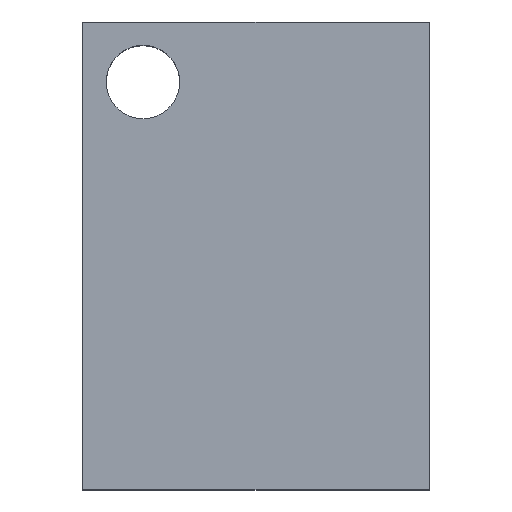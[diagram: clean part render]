
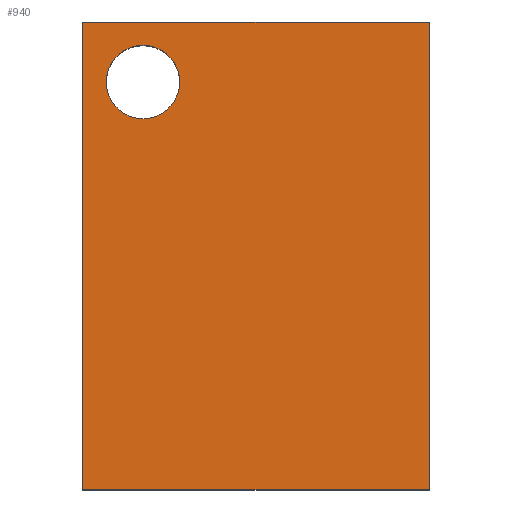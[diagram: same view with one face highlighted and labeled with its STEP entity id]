
A CAD part, top view. The second image highlights one B-rep face of the part: STEP entity #940.
In plain terms, the highlighted planar face has unit normal (0, 0, 1).
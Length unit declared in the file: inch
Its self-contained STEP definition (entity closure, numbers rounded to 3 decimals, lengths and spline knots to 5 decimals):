
#73=DIRECTION('',(0.,-1.,0.));
#74=VECTOR('',#73,2.188);
#75=CARTESIAN_POINT('',(0.,0.,1.25));
#76=LINE('',#75,#74);
#77=DIRECTION('',(-1.,0.,0.));
#78=VECTOR('',#77,1.62);
#79=CARTESIAN_POINT('',(1.62,0.,1.25));
#80=LINE('',#79,#78);
#81=DIRECTION('',(0.,1.,0.));
#82=VECTOR('',#81,2.188);
#83=CARTESIAN_POINT('',(1.62,-2.188,1.25));
#84=LINE('',#83,#82);
#85=DIRECTION('',(1.,0.,0.));
#86=VECTOR('',#85,1.62);
#87=CARTESIAN_POINT('',(0.,-2.188,1.25));
#88=LINE('',#87,#86);
#89=CARTESIAN_POINT('',(0.281,-0.281,1.25));
#90=DIRECTION('',(0.,0.,1.));
#91=DIRECTION('',(0.,1.,0.));
#92=AXIS2_PLACEMENT_3D('',#89,#90,#91);
#94=CARTESIAN_POINT('',(0.281,-0.281,1.25));
#95=DIRECTION('',(0.,0.,1.));
#96=DIRECTION('',(0.,-1.,0.));
#97=AXIS2_PLACEMENT_3D('',#94,#95,#96);
#699=CARTESIAN_POINT('',(0.,0.,1.25));
#700=CARTESIAN_POINT('',(0.,-2.188,1.25));
#701=VERTEX_POINT('',#699);
#702=VERTEX_POINT('',#700);
#703=CARTESIAN_POINT('',(1.62,-2.188,1.25));
#704=VERTEX_POINT('',#703);
#705=CARTESIAN_POINT('',(1.62,0.,1.25));
#706=VERTEX_POINT('',#705);
#711=CARTESIAN_POINT('',(0.281,-0.109,1.25));
#712=CARTESIAN_POINT('',(0.281,-0.453,1.25));
#713=VERTEX_POINT('',#711);
#714=VERTEX_POINT('',#712);
#923=CARTESIAN_POINT('',(0.,0.,1.25));
#924=DIRECTION('',(0.,0.,1.));
#925=DIRECTION('',(1.,0.,0.));
#926=AXIS2_PLACEMENT_3D('',#923,#924,#925);
#927=PLANE('',#926);
#928=ORIENTED_EDGE('',*,*,#857,.F.);
#929=ORIENTED_EDGE('',*,*,#878,.F.);
#930=ORIENTED_EDGE('',*,*,#898,.F.);
#931=ORIENTED_EDGE('',*,*,#911,.F.);
#932=EDGE_LOOP('',(#928,#929,#930,#931));
#933=FACE_OUTER_BOUND('',#932,.F.);
#935=ORIENTED_EDGE('',*,*,#934,.T.);
#937=ORIENTED_EDGE('',*,*,#936,.T.);
#938=EDGE_LOOP('',(#935,#937));
#939=FACE_BOUND('',#938,.F.);
#940=ADVANCED_FACE('',(#933,#939),#927,.T.);
#93=CIRCLE('',#92,0.172);
#98=CIRCLE('',#97,0.172);
#857=EDGE_CURVE('',#701,#702,#76,.T.);
#878=EDGE_CURVE('',#706,#701,#80,.T.);
#898=EDGE_CURVE('',#704,#706,#84,.T.);
#911=EDGE_CURVE('',#702,#704,#88,.T.);
#934=EDGE_CURVE('',#713,#714,#93,.T.);
#936=EDGE_CURVE('',#714,#713,#98,.T.);
